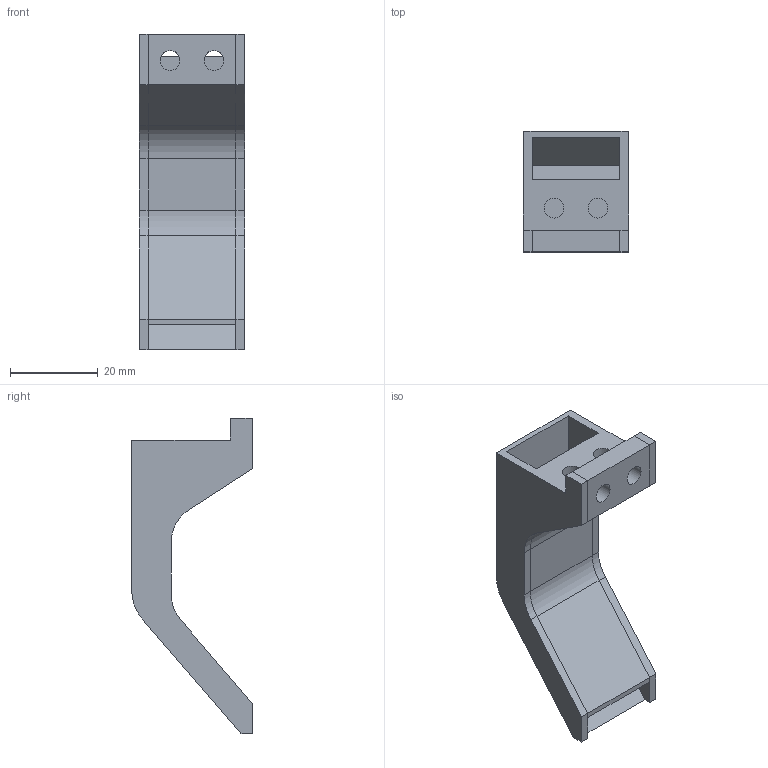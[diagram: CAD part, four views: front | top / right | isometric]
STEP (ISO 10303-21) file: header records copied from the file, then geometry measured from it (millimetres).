
FILE_DESCRIPTION(('FreeCAD Model'),'2;1');
FILE_NAME('Open CASCADE Shape Model','2024-02-03T04:07:03',(''),(''), 'Open CASCADE STEP processor 7.6','FreeCAD','Unknown');
FILE_SCHEMA(('AUTOMOTIVE_DESIGN { 1 0 10303 214 1 1 1 1 }'));
Length unit declared in the file: millimetre
Products named in the file (1): duct_cpap
Bounding box: 24 x 27.5 x 72 mm (x, y, z)
Volume: 11094 mm3; surface area: 10118 mm2
Topology: 1 solids, 1 shells, 53 faces, 132 edges, 80 vertices
Faces by surface type: plane 40, cylinder 13
Full cylindrical faces by diameter (mm): 4.5 x4
Entity records: 3318 total; most frequent: CARTESIAN_POINT 590, DIRECTION 518, LINE 354, VECTOR 354, ORIENTED_EDGE 264, PCURVE 264, DEFINITIONAL_REPRESENTATION 264, EDGE_CURVE 132
